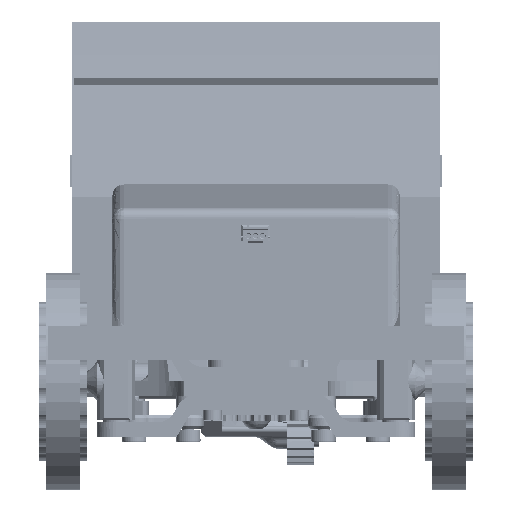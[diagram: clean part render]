
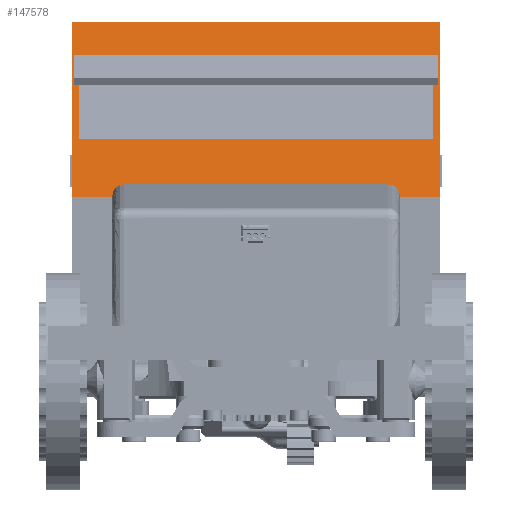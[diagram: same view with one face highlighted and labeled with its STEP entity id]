
A CAD part, left-side view. The second image highlights one B-rep face of the part: STEP entity #147578.
In plain terms, the highlighted face is planar.
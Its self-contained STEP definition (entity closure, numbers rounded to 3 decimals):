
#147544=AXIS2_PLACEMENT_3D('Plane Axis2P3D',#147541,#147542,#147543) ;
#139619=CARTESIAN_POINT('Vertex',(-38.041,52.452,-2.057)) ;
#139622=CARTESIAN_POINT('Line Origine',(-38.041,70.563,-6.214)) ;
#139626=CARTESIAN_POINT('Vertex',(-38.041,88.674,-10.37)) ;
#139746=CARTESIAN_POINT('Vertex',(-29.75,52.452,-2.057)) ;
#139749=CARTESIAN_POINT('Line Origine',(-33.896,52.452,-2.057)) ;
#141044=CARTESIAN_POINT('Control Point',(-29.75,52.733,-2.121)) ;
#141045=CARTESIAN_POINT('Control Point',(-29.75,52.905,-2.161)) ;
#141046=CARTESIAN_POINT('Control Point',(-29.733,53.079,-2.201)) ;
#141047=CARTESIAN_POINT('Control Point',(-29.697,53.251,-2.24)) ;
#141048=CARTESIAN_POINT('Control Point',(-29.59,53.589,-2.318)) ;
#141049=CARTESIAN_POINT('Control Point',(-29.413,53.906,-2.391)) ;
#141050=CARTESIAN_POINT('Control Point',(-29.307,54.057,-2.425)) ;
#141051=CARTESIAN_POINT('Control Point',(-28.939,54.481,-2.523)) ;
#141052=CARTESIAN_POINT('Control Point',(-28.443,54.794,-2.595)) ;
#141053=CARTESIAN_POINT('Control Point',(-28.073,54.936,-2.628)) ;
#141054=CARTESIAN_POINT('Control Point',(-27.687,55.003,-2.643)) ;
#141055=CARTESIAN_POINT('Control Point',(-27.312,55.003,-2.643)) ;
#141056=CARTESIAN_POINT('Vertex',(-29.75,52.733,-2.121)) ;
#141058=CARTESIAN_POINT('Vertex',(-27.312,55.003,-2.643)) ;
#141718=CARTESIAN_POINT('Control Point',(27.312,55.003,-2.643)) ;
#141719=CARTESIAN_POINT('Control Point',(28.065,55.003,-2.643)) ;
#141720=CARTESIAN_POINT('Control Point',(28.866,54.732,-2.58)) ;
#141721=CARTESIAN_POINT('Control Point',(29.48,54.126,-2.441)) ;
#141722=CARTESIAN_POINT('Control Point',(29.75,53.413,-2.278)) ;
#141723=CARTESIAN_POINT('Control Point',(29.75,52.733,-2.121)) ;
#141724=CARTESIAN_POINT('Vertex',(27.312,55.003,-2.643)) ;
#141726=CARTESIAN_POINT('Vertex',(29.75,52.733,-2.121)) ;
#143713=CARTESIAN_POINT('Vertex',(38.041,88.674,-10.37)) ;
#143716=CARTESIAN_POINT('Line Origine',(38.041,70.563,-6.214)) ;
#143720=CARTESIAN_POINT('Vertex',(38.041,52.452,-2.057)) ;
#144019=CARTESIAN_POINT('Vertex',(-37.797,75.588,-7.367)) ;
#144022=CARTESIAN_POINT('Line Origine',(-37.188,75.588,-7.367)) ;
#144026=CARTESIAN_POINT('Vertex',(-36.578,75.588,-7.367)) ;
#144033=CARTESIAN_POINT('Vertex',(36.578,75.588,-7.367)) ;
#144036=CARTESIAN_POINT('Line Origine',(37.188,75.588,-7.367)) ;
#144040=CARTESIAN_POINT('Vertex',(37.797,75.588,-7.367)) ;
#144062=CARTESIAN_POINT('Line Origine',(-37.797,78.674,-8.075)) ;
#144066=CARTESIAN_POINT('Vertex',(-37.797,81.76,-8.783)) ;
#146581=CARTESIAN_POINT('Line Origine',(36.578,70.031,-6.092)) ;
#146585=CARTESIAN_POINT('Vertex',(36.578,64.474,-4.816)) ;
#146606=CARTESIAN_POINT('Line Origine',(37.797,78.674,-8.075)) ;
#146610=CARTESIAN_POINT('Vertex',(37.797,81.76,-8.783)) ;
#146629=CARTESIAN_POINT('Line Origine',(0.,81.76,-8.783)) ;
#146646=CARTESIAN_POINT('Line Origine',(-36.578,70.031,-6.092)) ;
#146650=CARTESIAN_POINT('Vertex',(-36.578,64.474,-4.816)) ;
#146671=CARTESIAN_POINT('Line Origine',(0.,64.474,-4.816)) ;
#146910=CARTESIAN_POINT('Line Origine',(33.896,52.452,-2.057)) ;
#146914=CARTESIAN_POINT('Vertex',(29.75,52.452,-2.057)) ;
#147222=CARTESIAN_POINT('Line Origine',(0.,55.003,-2.643)) ;
#147529=CARTESIAN_POINT('Line Origine',(0.,88.674,-10.37)) ;
#147541=CARTESIAN_POINT('Axis2P3D Location',(38.041,88.674,-10.37)) ;
#147546=CARTESIAN_POINT('Line Origine',(-29.75,52.592,-2.089)) ;
#147551=CARTESIAN_POINT('Line Origine',(29.75,52.592,-2.089)) ;
#139623=DIRECTION('Vector Direction',(0.,-0.975,0.224)) ;
#139750=DIRECTION('Vector Direction',(-1.,0.,0.)) ;
#143717=DIRECTION('Vector Direction',(0.,-0.975,0.224)) ;
#144023=DIRECTION('Vector Direction',(-1.,0.,0.)) ;
#144037=DIRECTION('Vector Direction',(-1.,0.,0.)) ;
#144063=DIRECTION('Vector Direction',(0.,0.975,-0.224)) ;
#146582=DIRECTION('Vector Direction',(0.,0.975,-0.224)) ;
#146607=DIRECTION('Vector Direction',(0.,0.975,-0.224)) ;
#146630=DIRECTION('Vector Direction',(-1.,0.,0.)) ;
#146647=DIRECTION('Vector Direction',(0.,-0.975,0.224)) ;
#146672=DIRECTION('Vector Direction',(1.,0.,0.)) ;
#146911=DIRECTION('Vector Direction',(-1.,0.,0.)) ;
#147223=DIRECTION('Vector Direction',(-1.,0.,0.)) ;
#147530=DIRECTION('Vector Direction',(-1.,0.,0.)) ;
#147542=DIRECTION('Axis2P3D Direction',(0.,-0.224,-0.975)) ;
#147543=DIRECTION('Axis2P3D XDirection',(0.,0.975,-0.224)) ;
#147547=DIRECTION('Vector Direction',(0.,-0.975,0.224)) ;
#147552=DIRECTION('Vector Direction',(0.,-0.975,0.224)) ;
#139624=VECTOR('Line Direction',#139623,1.) ;
#139751=VECTOR('Line Direction',#139750,1.) ;
#143718=VECTOR('Line Direction',#143717,1.) ;
#144024=VECTOR('Line Direction',#144023,1.) ;
#144038=VECTOR('Line Direction',#144037,1.) ;
#144064=VECTOR('Line Direction',#144063,1.) ;
#146583=VECTOR('Line Direction',#146582,1.) ;
#146608=VECTOR('Line Direction',#146607,1.) ;
#146631=VECTOR('Line Direction',#146630,1.) ;
#146648=VECTOR('Line Direction',#146647,1.) ;
#146673=VECTOR('Line Direction',#146672,1.) ;
#146912=VECTOR('Line Direction',#146911,1.) ;
#147224=VECTOR('Line Direction',#147223,1.) ;
#147531=VECTOR('Line Direction',#147530,1.) ;
#147548=VECTOR('Line Direction',#147547,1.) ;
#147553=VECTOR('Line Direction',#147552,1.) ;
#147557=ORIENTED_EDGE('',*,*,#147533,.T.) ;
#147558=ORIENTED_EDGE('',*,*,#139628,.T.) ;
#147559=ORIENTED_EDGE('',*,*,#139753,.F.) ;
#147560=ORIENTED_EDGE('',*,*,#147550,.F.) ;
#147561=ORIENTED_EDGE('',*,*,#141060,.T.) ;
#147562=ORIENTED_EDGE('',*,*,#147226,.F.) ;
#147563=ORIENTED_EDGE('',*,*,#141728,.T.) ;
#147564=ORIENTED_EDGE('',*,*,#147555,.T.) ;
#147565=ORIENTED_EDGE('',*,*,#146916,.F.) ;
#147566=ORIENTED_EDGE('',*,*,#143722,.F.) ;
#147569=ORIENTED_EDGE('',*,*,#146675,.F.) ;
#147570=ORIENTED_EDGE('',*,*,#146652,.F.) ;
#147571=ORIENTED_EDGE('',*,*,#144028,.T.) ;
#147572=ORIENTED_EDGE('',*,*,#144068,.T.) ;
#147573=ORIENTED_EDGE('',*,*,#146633,.F.) ;
#147574=ORIENTED_EDGE('',*,*,#146612,.F.) ;
#147575=ORIENTED_EDGE('',*,*,#144042,.T.) ;
#147576=ORIENTED_EDGE('',*,*,#146587,.F.) ;
#147577=FACE_BOUND('',#147568,.T.) ;
#147578=ADVANCED_FACE('Brep With Voids',(#147567,#147577),#147545,.F.) ;
#141043=B_SPLINE_CURVE_WITH_KNOTS('',5,(#141044,#141045,#141046,#141047,#141048,#141049,#141050,#141051,#141052,#141053,#141054,#141055),.UNSPECIFIED.,.F.,.U.,(6,3,3,6),(0.,1.386,2.773,5.504),.UNSPECIFIED.) ;
#141717=B_SPLINE_CURVE_WITH_KNOTS('',5,(#141718,#141719,#141720,#141721,#141722,#141723),.UNSPECIFIED.,.F.,.U.,(6,6),(0.,5.489),.UNSPECIFIED.) ;
#139628=EDGE_CURVE('',#139627,#139620,#139625,.T.) ;
#139753=EDGE_CURVE('',#139747,#139620,#139752,.T.) ;
#141060=EDGE_CURVE('',#141057,#141059,#141043,.T.) ;
#141728=EDGE_CURVE('',#141725,#141727,#141717,.T.) ;
#143722=EDGE_CURVE('',#143714,#143721,#143719,.T.) ;
#144028=EDGE_CURVE('',#144027,#144020,#144025,.T.) ;
#144042=EDGE_CURVE('',#144041,#144034,#144039,.T.) ;
#144068=EDGE_CURVE('',#144020,#144067,#144065,.T.) ;
#146587=EDGE_CURVE('',#146586,#144034,#146584,.T.) ;
#146612=EDGE_CURVE('',#144041,#146611,#146609,.T.) ;
#146633=EDGE_CURVE('',#146611,#144067,#146632,.T.) ;
#146652=EDGE_CURVE('',#144027,#146651,#146649,.T.) ;
#146675=EDGE_CURVE('',#146651,#146586,#146674,.T.) ;
#146916=EDGE_CURVE('',#143721,#146915,#146913,.T.) ;
#147226=EDGE_CURVE('',#141725,#141059,#147225,.T.) ;
#147533=EDGE_CURVE('',#143714,#139627,#147532,.T.) ;
#147550=EDGE_CURVE('',#141057,#139747,#147549,.T.) ;
#147555=EDGE_CURVE('',#141727,#146915,#147554,.T.) ;
#147556=EDGE_LOOP('',(#147557,#147558,#147559,#147560,#147561,#147562,#147563,#147564,#147565,#147566)) ;
#147568=EDGE_LOOP('',(#147569,#147570,#147571,#147572,#147573,#147574,#147575,#147576)) ;
#147567=FACE_OUTER_BOUND('',#147556,.T.) ;
#139625=LINE('Line',#139622,#139624) ;
#139752=LINE('Line',#139749,#139751) ;
#143719=LINE('Line',#143716,#143718) ;
#144025=LINE('Line',#144022,#144024) ;
#144039=LINE('Line',#144036,#144038) ;
#144065=LINE('Line',#144062,#144064) ;
#146584=LINE('Line',#146581,#146583) ;
#146609=LINE('Line',#146606,#146608) ;
#146632=LINE('Line',#146629,#146631) ;
#146649=LINE('Line',#146646,#146648) ;
#146674=LINE('Line',#146671,#146673) ;
#146913=LINE('Line',#146910,#146912) ;
#147225=LINE('Line',#147222,#147224) ;
#147532=LINE('Line',#147529,#147531) ;
#147549=LINE('Line',#147546,#147548) ;
#147554=LINE('Line',#147551,#147553) ;
#147545=PLANE('Plane',#147544) ;
#139620=VERTEX_POINT('',#139619) ;
#139627=VERTEX_POINT('',#139626) ;
#139747=VERTEX_POINT('',#139746) ;
#141057=VERTEX_POINT('',#141056) ;
#141059=VERTEX_POINT('',#141058) ;
#141725=VERTEX_POINT('',#141724) ;
#141727=VERTEX_POINT('',#141726) ;
#143714=VERTEX_POINT('',#143713) ;
#143721=VERTEX_POINT('',#143720) ;
#144020=VERTEX_POINT('',#144019) ;
#144027=VERTEX_POINT('',#144026) ;
#144034=VERTEX_POINT('',#144033) ;
#144041=VERTEX_POINT('',#144040) ;
#144067=VERTEX_POINT('',#144066) ;
#146586=VERTEX_POINT('',#146585) ;
#146611=VERTEX_POINT('',#146610) ;
#146651=VERTEX_POINT('',#146650) ;
#146915=VERTEX_POINT('',#146914) ;
